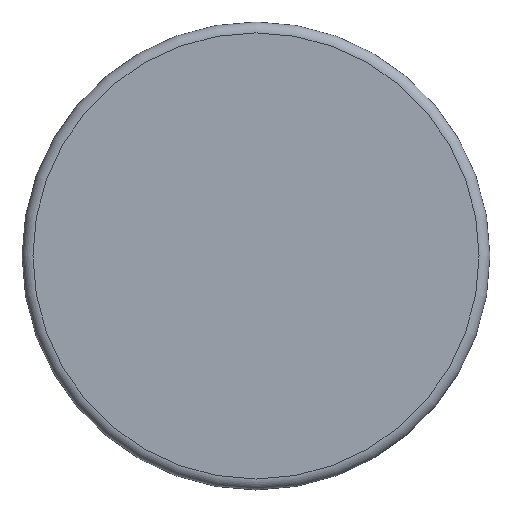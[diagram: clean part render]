
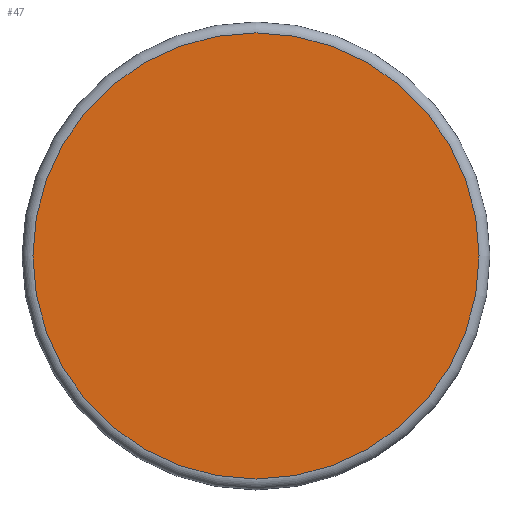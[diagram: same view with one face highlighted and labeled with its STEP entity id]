
A CAD part, top view. The second image highlights one B-rep face of the part: STEP entity #47.
In plain terms, the highlighted planar face has unit normal (0, 0, 1).
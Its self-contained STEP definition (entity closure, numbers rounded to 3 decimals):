
#47 = ADVANCED_FACE( '', ( #103 ), #104, .F. );
#103 = FACE_OUTER_BOUND( '', #176, .T. );
#104 = PLANE( '', #177 );
#176 = EDGE_LOOP( '', ( #249 ) );
#177 = AXIS2_PLACEMENT_3D( '', #250, #251, #252 );
#249 = ORIENTED_EDGE( '', *, *, #340, .T. );
#250 = CARTESIAN_POINT( '', ( 21.5, 0., 16.5 ) );
#251 = DIRECTION( '', ( 0., 0., -1. ) );
#252 = DIRECTION( '', ( -1., 0., 0. ) );
#340 = EDGE_CURVE( '', #378, #378, #379, .F. );
#378 = VERTEX_POINT( '', #427 );
#379 = CIRCLE( '', #428, 20.5 );
#427 = CARTESIAN_POINT( '', ( -20.5, 0., 16.5 ) );
#428 = AXIS2_PLACEMENT_3D( '', #477, #478, #479 );
#477 = CARTESIAN_POINT( '', ( 0., 0., 16.5 ) );
#478 = DIRECTION( '', ( 0., 0., -1. ) );
#479 = DIRECTION( '', ( -1., 0., 0. ) );
